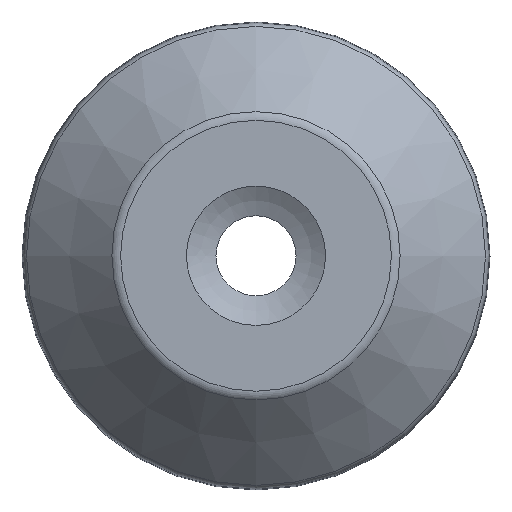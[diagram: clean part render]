
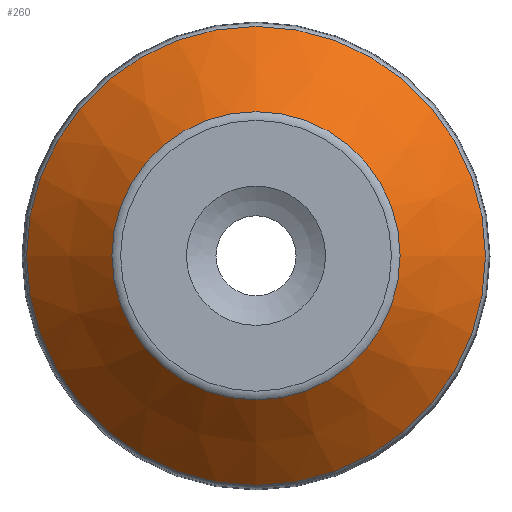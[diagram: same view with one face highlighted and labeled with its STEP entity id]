
A CAD part, top view. The second image highlights one B-rep face of the part: STEP entity #260.
In plain terms, the highlighted conical face has half-angle 45 degrees and reference radius 23.406 mm.
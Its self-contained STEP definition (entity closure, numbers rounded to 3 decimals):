
#21=LINE('',#462,#28);
#28=VECTOR('',#366,23.406);
#35=CONICAL_SURFACE('',#303,23.406,0.785);
#46=FACE_OUTER_BOUND('',#61,.T.);
#61=EDGE_LOOP('',(#191,#192,#193,#194,#195,#196));
#82=CIRCLE('',#301,37.269);
#83=CIRCLE('',#302,37.269);
#84=CIRCLE('',#304,23.406);
#85=CIRCLE('',#305,23.406);
#113=VERTEX_POINT('',#455);
#114=VERTEX_POINT('',#457);
#115=VERTEX_POINT('',#461);
#116=VERTEX_POINT('',#463);
#144=EDGE_CURVE('',#113,#114,#82,.T.);
#145=EDGE_CURVE('',#114,#113,#83,.T.);
#146=EDGE_CURVE('',#113,#115,#21,.T.);
#147=EDGE_CURVE('',#115,#116,#84,.T.);
#148=EDGE_CURVE('',#116,#115,#85,.T.);
#191=ORIENTED_EDGE('',*,*,#145,.F.);
#192=ORIENTED_EDGE('',*,*,#144,.F.);
#193=ORIENTED_EDGE('',*,*,#146,.T.);
#194=ORIENTED_EDGE('',*,*,#147,.T.);
#195=ORIENTED_EDGE('',*,*,#148,.T.);
#196=ORIENTED_EDGE('',*,*,#146,.F.);
#260=ADVANCED_FACE('',(#46),#35,.T.);
#301=AXIS2_PLACEMENT_3D('',#458,#360,#361);
#302=AXIS2_PLACEMENT_3D('',#459,#362,#363);
#303=AXIS2_PLACEMENT_3D('',#460,#364,#365);
#304=AXIS2_PLACEMENT_3D('',#464,#367,#368);
#305=AXIS2_PLACEMENT_3D('',#465,#369,#370);
#360=DIRECTION('center_axis',(0.,0.,-1.));
#361=DIRECTION('ref_axis',(0.,1.,0.));
#362=DIRECTION('center_axis',(0.,0.,-1.));
#363=DIRECTION('ref_axis',(0.,1.,0.));
#364=DIRECTION('center_axis',(0.,0.,-1.));
#365=DIRECTION('ref_axis',(0.,1.,0.));
#366=DIRECTION('',(0.,0.707,0.707));
#367=DIRECTION('center_axis',(0.,0.,-1.));
#368=DIRECTION('ref_axis',(0.,1.,0.));
#369=DIRECTION('center_axis',(0.,0.,-1.));
#370=DIRECTION('ref_axis',(0.,1.,0.));
#455=CARTESIAN_POINT('',(0.,-37.269,5.551));
#457=CARTESIAN_POINT('',(0.,37.269,5.551));
#458=CARTESIAN_POINT('Origin',(0.,0.,5.551));
#459=CARTESIAN_POINT('Origin',(0.,0.,5.551));
#460=CARTESIAN_POINT('Origin',(0.,0.,19.414));
#461=CARTESIAN_POINT('',(0.,-23.406,19.414));
#462=CARTESIAN_POINT('',(0.,-23.406,19.414));
#463=CARTESIAN_POINT('',(0.,23.406,19.414));
#464=CARTESIAN_POINT('Origin',(0.,0.,19.414));
#465=CARTESIAN_POINT('Origin',(0.,0.,19.414));
